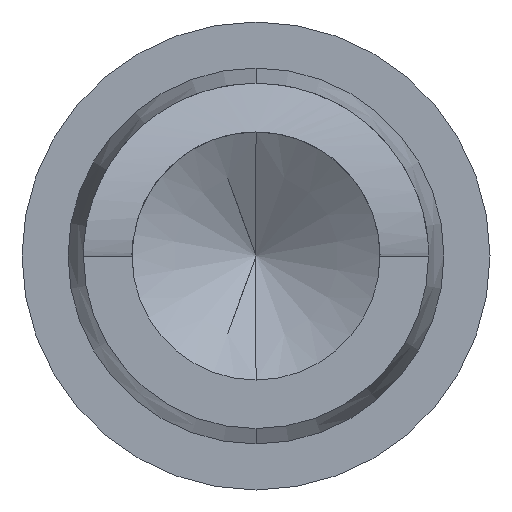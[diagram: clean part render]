
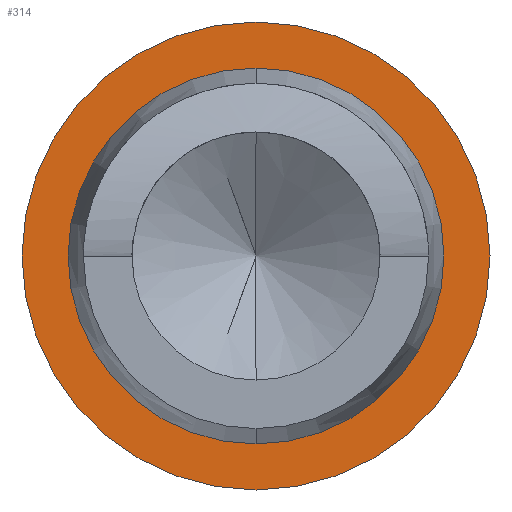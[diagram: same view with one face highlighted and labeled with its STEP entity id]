
A CAD part, front view. The second image highlights one B-rep face of the part: STEP entity #314.
In plain terms, the highlighted planar face has unit normal (0, -1, 0).
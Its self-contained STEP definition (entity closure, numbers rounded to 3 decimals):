
#26 = CARTESIAN_POINT ( 'NONE',  ( 0., 10.21, -0.915 ) ) ;
#28 = CARTESIAN_POINT ( 'NONE',  ( 0.675, 10.21, 0. ) ) ;
#73 = EDGE_CURVE ( 'NONE', #120, #88, #235, .T. ) ;
#88 = VERTEX_POINT ( 'NONE', #26 ) ;
#93 = EDGE_LOOP ( 'NONE', ( #350, #146 ) ) ;
#120 = VERTEX_POINT ( 'NONE', #378 ) ;
#146 = ORIENTED_EDGE ( 'NONE', *, *, #494, .F. ) ;
#147 = EDGE_CURVE ( 'NONE', #401, #774, #558, .T. ) ;
#149 = DIRECTION ( 'NONE',  ( 0., 0., 1. ) ) ;
#177 = DIRECTION ( 'NONE',  ( 0., 0., 1. ) ) ;
#182 = DIRECTION ( 'NONE',  ( 0., 1., 0. ) ) ;
#214 = AXIS2_PLACEMENT_3D ( 'NONE', #444, #698, #302 ) ;
#215 = DIRECTION ( 'NONE',  ( 0., 1., 0. ) ) ;
#235 = CIRCLE ( 'NONE', #448, 0.915 ) ;
#251 = AXIS2_PLACEMENT_3D ( 'NONE', #386, #768, #457 ) ;
#276 = DIRECTION ( 'NONE',  ( 0., 0., 1. ) ) ;
#302 = DIRECTION ( 'NONE',  ( 0., 0., 1. ) ) ;
#314 = ADVANCED_FACE ( 'NONE', ( #388, #598 ), #337, .F. ) ;
#322 = CIRCLE ( 'NONE', #214, 0.915 ) ;
#337 = PLANE ( 'NONE',  #643 ) ;
#350 = ORIENTED_EDGE ( 'NONE', *, *, #73, .F. ) ;
#378 = CARTESIAN_POINT ( 'NONE',  ( 0., 10.21, 0.915 ) ) ;
#386 = CARTESIAN_POINT ( 'NONE',  ( 0., 10.21, 0. ) ) ;
#388 = FACE_OUTER_BOUND ( 'NONE', #93, .T. ) ;
#394 = CIRCLE ( 'NONE', #251, 0.675 ) ;
#401 = VERTEX_POINT ( 'NONE', #516 ) ;
#416 = ORIENTED_EDGE ( 'NONE', *, *, #611, .T. ) ;
#421 = DIRECTION ( 'NONE',  ( 0., 1., 0. ) ) ;
#444 = CARTESIAN_POINT ( 'NONE',  ( 0., 10.21, 0. ) ) ;
#448 = AXIS2_PLACEMENT_3D ( 'NONE', #595, #421, #149 ) ;
#457 = DIRECTION ( 'NONE',  ( 0., 0., 1. ) ) ;
#481 = ORIENTED_EDGE ( 'NONE', *, *, #147, .T. ) ;
#487 = CARTESIAN_POINT ( 'NONE',  ( 0., 10.21, 0. ) ) ;
#494 = EDGE_CURVE ( 'NONE', #88, #120, #322, .T. ) ;
#516 = CARTESIAN_POINT ( 'NONE',  ( 0., 10.21, -0.675 ) ) ;
#528 = EDGE_LOOP ( 'NONE', ( #416, #481 ) ) ;
#558 = CIRCLE ( 'NONE', #667, 0.675 ) ;
#595 = CARTESIAN_POINT ( 'NONE',  ( 0., 10.21, 0. ) ) ;
#598 = FACE_BOUND ( 'NONE', #528, .T. ) ;
#611 = EDGE_CURVE ( 'NONE', #774, #401, #394, .T. ) ;
#643 = AXIS2_PLACEMENT_3D ( 'NONE', #28, #215, #276 ) ;
#667 = AXIS2_PLACEMENT_3D ( 'NONE', #487, #182, #177 ) ;
#698 = DIRECTION ( 'NONE',  ( 0., 1., 0. ) ) ;
#732 = CARTESIAN_POINT ( 'NONE',  ( 0., 10.21, 0.675 ) ) ;
#768 = DIRECTION ( 'NONE',  ( 0., 1., 0. ) ) ;
#774 = VERTEX_POINT ( 'NONE', #732 ) ;
